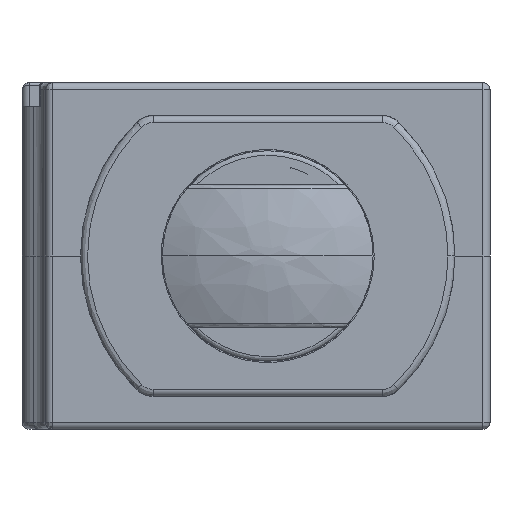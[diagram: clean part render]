
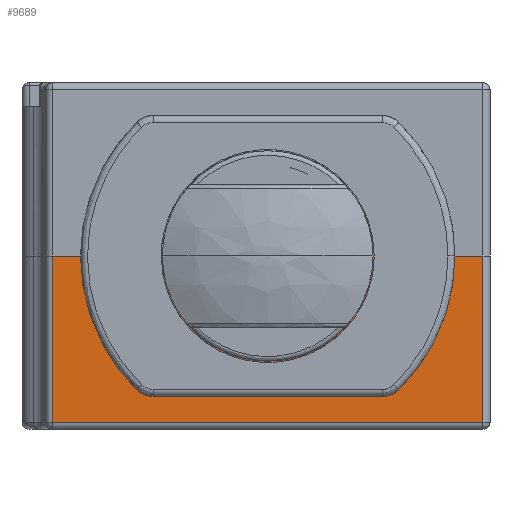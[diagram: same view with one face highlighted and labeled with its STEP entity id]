
A CAD part, left-side view. The second image highlights one B-rep face of the part: STEP entity #9689.
In plain terms, the highlighted planar face has unit normal (-1, 0, 0).
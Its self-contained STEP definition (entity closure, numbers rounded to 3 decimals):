
#1198 = CARTESIAN_POINT ( 'NONE',  ( -15.527, 13.031, -28.5 ) ) ;
#1208 = CARTESIAN_POINT ( 'NONE',  ( -15.527, 13.031, -21.4 ) ) ;
#1210 = CARTESIAN_POINT ( 'NONE',  ( -15.527, -5.369, -21.4 ) ) ;
#1242 = CARTESIAN_POINT ( 'NONE',  ( -15.527, -5.369, -28.5 ) ) ;
#2213 = FACE_OUTER_BOUND ( 'NONE', #7370, .T. ) ;
#2544 = ORIENTED_EDGE ( 'NONE', *, *, #13531, .T. ) ;
#2573 = ORIENTED_EDGE ( 'NONE', *, *, #13491, .T. ) ;
#2597 = ORIENTED_EDGE ( 'NONE', *, *, #13439, .T. ) ;
#2598 = ORIENTED_EDGE ( 'NONE', *, *, #13513, .T. ) ;
#5109 = DIRECTION ( 'NONE',  ( 0., 0., -1. ) ) ;
#5115 = CARTESIAN_POINT ( 'NONE',  ( -15.527, 13.031, -24.95 ) ) ;
#5158 = DIRECTION ( 'NONE',  ( 0., 0., 1. ) ) ;
#5178 = CARTESIAN_POINT ( 'NONE',  ( -15.527, -5.369, -24.95 ) ) ;
#5215 = CARTESIAN_POINT ( 'NONE',  ( -15.527, 4.331, -21.4 ) ) ;
#5229 = DIRECTION ( 'NONE',  ( 0., 1., 0. ) ) ;
#7370 = EDGE_LOOP ( 'NONE', ( #2544, #2573, #2597, #2598 ) ) ;
#8393 = CARTESIAN_POINT ( 'NONE',  ( -15.527, -5.369, -28.5 ) ) ;
#8394 = DIRECTION ( 'NONE',  ( -1., 0., 0. ) ) ;
#8419 = DIRECTION ( 'NONE',  ( 0., 0., 1. ) ) ;
#9263 = PLANE ( 'NONE',  #12584 ) ;
#9689 = ADVANCED_FACE ( 'NONE', ( #2213 ), #9263, .T. ) ;
#10866 = VERTEX_POINT ( 'NONE', #1208 ) ;
#10874 = VERTEX_POINT ( 'NONE', #1242 ) ;
#10891 = VERTEX_POINT ( 'NONE', #1198 ) ;
#10893 = VERTEX_POINT ( 'NONE', #1210 ) ;
#12584 = AXIS2_PLACEMENT_3D ( 'NONE', #8393, #8394, #8419 ) ;
#13439 = EDGE_CURVE ( 'NONE', #10891, #10874, #14363, .T. ) ;
#13491 = EDGE_CURVE ( 'NONE', #10866, #10891, #14372, .T. ) ;
#13513 = EDGE_CURVE ( 'NONE', #10874, #10893, #14460, .T. ) ;
#13531 = EDGE_CURVE ( 'NONE', #10893, #10866, #14449, .T. ) ;
#14352 = VECTOR ( 'NONE', #16111, 1000. ) ;
#14363 = LINE ( 'NONE', #16115, #14352 ) ;
#14372 = LINE ( 'NONE', #5115, #14396 ) ;
#14396 = VECTOR ( 'NONE', #5109, 1000. ) ;
#14449 = LINE ( 'NONE', #5215, #14451 ) ;
#14451 = VECTOR ( 'NONE', #5229, 1000. ) ;
#14457 = VECTOR ( 'NONE', #5158, 1000. ) ;
#14460 = LINE ( 'NONE', #5178, #14457 ) ;
#16111 = DIRECTION ( 'NONE',  ( 0., -1., 0. ) ) ;
#16115 = CARTESIAN_POINT ( 'NONE',  ( -15.527, 3.831, -28.5 ) ) ;
